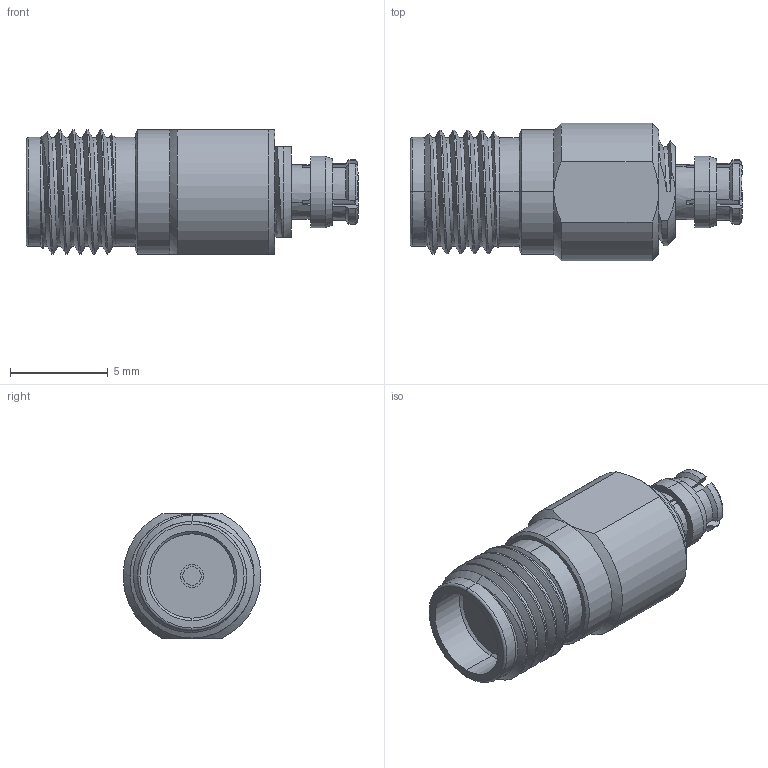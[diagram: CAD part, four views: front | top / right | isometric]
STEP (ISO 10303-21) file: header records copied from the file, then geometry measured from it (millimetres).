
FILE_DESCRIPTION (( 'STEP AP203' ), '1' );
FILE_NAME ('PE91064.step', '2018-11-14T15:56:42', ( '' ), ( '' ), 'SwSTEP 2.0', 'SolidWorks 2017', '' );
FILE_SCHEMA (( 'CONFIG_CONTROL_DESIGN' ));
Length unit declared in the file: inch
Products named in the file (1): PE91064
Bounding box: 16.99 x 7.04 x 6.35 mm (x, y, z)
Volume: 397.7 mm3; surface area: 589.2 mm2
Topology: 3 solids, 3 shells, 144 faces, 350 edges, 224 vertices
Faces by surface type: cylinder 47, plane 40, cone 32, bspline 23, torus 2
Entity records: 6833 total; most frequent: CARTESIAN_POINT 3767, ORIENTED_EDGE 700, DIRECTION 532, EDGE_CURVE 350, AXIS2_PLACEMENT_3D 224, VERTEX_POINT 224, EDGE_LOOP 160, ADVANCED_FACE 144
